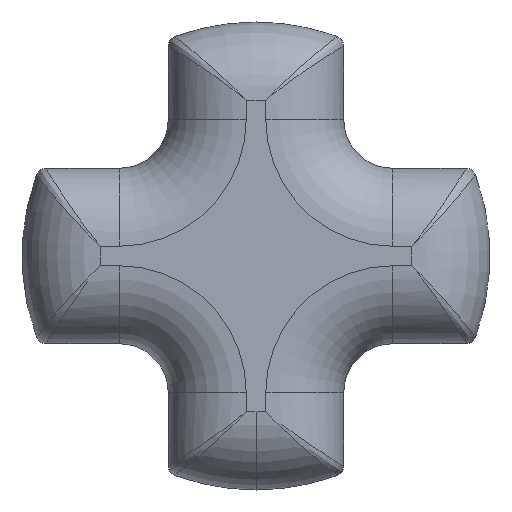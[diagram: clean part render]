
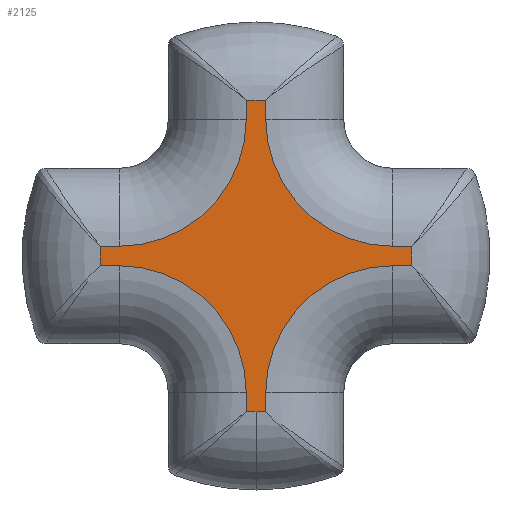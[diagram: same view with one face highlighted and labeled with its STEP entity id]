
A CAD part, left-side view. The second image highlights one B-rep face of the part: STEP entity #2125.
In plain terms, the highlighted planar face has unit normal (-1, 0, 0).
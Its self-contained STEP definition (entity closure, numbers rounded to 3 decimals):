
#5 = VERTEX_POINT ( 'NONE', #1579 ) ;
#9 = ORIENTED_EDGE ( 'NONE', *, *, #889, .T. ) ;
#18 = LINE ( 'NONE', #273, #484 ) ;
#24 = CARTESIAN_POINT ( 'NONE',  ( 0., 0.1, -1.4 ) ) ;
#54 = DIRECTION ( 'NONE',  ( -1., 0., 0. ) ) ;
#77 = DIRECTION ( 'NONE',  ( -1., 0., 0. ) ) ;
#81 = DIRECTION ( 'NONE',  ( 0., -1., 0. ) ) ;
#93 = ORIENTED_EDGE ( 'NONE', *, *, #1646, .T. ) ;
#95 = VERTEX_POINT ( 'NONE', #2396 ) ;
#104 = VERTEX_POINT ( 'NONE', #24 ) ;
#120 = VECTOR ( 'NONE', #1421, 1000. ) ;
#121 = CARTESIAN_POINT ( 'NONE',  ( 0., 0., 0. ) ) ;
#167 = ORIENTED_EDGE ( 'NONE', *, *, #1220, .T. ) ;
#251 = LINE ( 'NONE', #622, #1228 ) ;
#252 = CARTESIAN_POINT ( 'NONE',  ( 0., 0.1, 0. ) ) ;
#258 = ORIENTED_EDGE ( 'NONE', *, *, #1342, .T. ) ;
#273 = CARTESIAN_POINT ( 'NONE',  ( 0., 0., -0.1 ) ) ;
#297 = EDGE_CURVE ( 'NONE', #733, #1976, #1915, .T. ) ;
#308 = EDGE_CURVE ( 'NONE', #922, #5, #1390, .T. ) ;
#318 = ORIENTED_EDGE ( 'NONE', *, *, #2414, .T. ) ;
#327 = EDGE_LOOP ( 'NONE', ( #1292, #1935, #1052, #738, #856, #960, #167, #318, #1223, #1636, #788, #93, #1076, #258, #2340, #9, #1200 ) ) ;
#331 = DIRECTION ( 'NONE',  ( 0., 0., -1. ) ) ;
#351 = AXIS2_PLACEMENT_3D ( 'NONE', #1716, #2116, #934 ) ;
#356 = VERTEX_POINT ( 'NONE', #940 ) ;
#405 = DIRECTION ( 'NONE',  ( 0., 0., -1. ) ) ;
#416 = DIRECTION ( 'NONE',  ( -1., 0., 0. ) ) ;
#426 = VECTOR ( 'NONE', #1254, 1000. ) ;
#440 = CARTESIAN_POINT ( 'NONE',  ( 0., 1.4, -1.4 ) ) ;
#484 = VECTOR ( 'NONE', #81, 1000. ) ;
#539 = CARTESIAN_POINT ( 'NONE',  ( 0., -1.4, -1.4 ) ) ;
#546 = LINE ( 'NONE', #1157, #1006 ) ;
#586 = CARTESIAN_POINT ( 'NONE',  ( 0., 0., 0. ) ) ;
#593 = EDGE_CURVE ( 'NONE', #356, #1503, #1360, .T. ) ;
#598 = AXIS2_PLACEMENT_3D ( 'NONE', #1905, #716, #2106 ) ;
#622 = CARTESIAN_POINT ( 'NONE',  ( 0., 0.1, 0. ) ) ;
#627 = DIRECTION ( 'NONE',  ( 0., 0., -1. ) ) ;
#632 = CARTESIAN_POINT ( 'NONE',  ( 0., -0.1, -1.4 ) ) ;
#692 = CARTESIAN_POINT ( 'NONE',  ( 0., -1.597, 0.1 ) ) ;
#702 = DIRECTION ( 'NONE',  ( 1., 0., 0. ) ) ;
#716 = DIRECTION ( 'NONE',  ( 1., 0., 0. ) ) ;
#721 = VERTEX_POINT ( 'NONE', #1761 ) ;
#730 = DIRECTION ( 'NONE',  ( 0., 0., -1. ) ) ;
#733 = VERTEX_POINT ( 'NONE', #975 ) ;
#738 = ORIENTED_EDGE ( 'NONE', *, *, #1003, .T. ) ;
#775 = DIRECTION ( 'NONE',  ( 0., 0., -1. ) ) ;
#788 = ORIENTED_EDGE ( 'NONE', *, *, #593, .T. ) ;
#852 = CIRCLE ( 'NONE', #1807, 1.6 ) ;
#856 = ORIENTED_EDGE ( 'NONE', *, *, #1930, .T. ) ;
#864 = VECTOR ( 'NONE', #900, 1000. ) ;
#865 = CARTESIAN_POINT ( 'NONE',  ( 0., -1.4, -0.1 ) ) ;
#889 = EDGE_CURVE ( 'NONE', #2317, #2063, #1285, .T. ) ;
#900 = DIRECTION ( 'NONE',  ( 0., -1., 0. ) ) ;
#904 = EDGE_CURVE ( 'NONE', #2030, #95, #251, .T. ) ;
#922 = VERTEX_POINT ( 'NONE', #1610 ) ;
#928 = EDGE_CURVE ( 'NONE', #1851, #2412, #1750, .T. ) ;
#934 = DIRECTION ( 'NONE',  ( 0., 0., -1. ) ) ;
#940 = CARTESIAN_POINT ( 'NONE',  ( 0., 1.4, 0.1 ) ) ;
#960 = ORIENTED_EDGE ( 'NONE', *, *, #308, .T. ) ;
#975 = CARTESIAN_POINT ( 'NONE',  ( 0., 1.597, -0.1 ) ) ;
#998 = AXIS2_PLACEMENT_3D ( 'NONE', #586, #1964, #775 ) ;
#1003 = EDGE_CURVE ( 'NONE', #2504, #2089, #1499, .T. ) ;
#1006 = VECTOR ( 'NONE', #2352, 1000. ) ;
#1023 = DIRECTION ( 'NONE',  ( 0., 0., -1. ) ) ;
#1052 = ORIENTED_EDGE ( 'NONE', *, *, #2508, .T. ) ;
#1053 = CARTESIAN_POINT ( 'NONE',  ( 0., 1.597, 0.1 ) ) ;
#1076 = ORIENTED_EDGE ( 'NONE', *, *, #297, .T. ) ;
#1093 = CARTESIAN_POINT ( 'NONE',  ( 0., 0., -0.1 ) ) ;
#1157 = CARTESIAN_POINT ( 'NONE',  ( 0., -0.1, 0. ) ) ;
#1200 = ORIENTED_EDGE ( 'NONE', *, *, #2286, .T. ) ;
#1220 = EDGE_CURVE ( 'NONE', #5, #721, #546, .T. ) ;
#1222 = CIRCLE ( 'NONE', #2248, 1.3 ) ;
#1223 = ORIENTED_EDGE ( 'NONE', *, *, #904, .T. ) ;
#1228 = VECTOR ( 'NONE', #405, 1000. ) ;
#1235 = CARTESIAN_POINT ( 'NONE',  ( 0., 0., 0. ) ) ;
#1249 = AXIS2_PLACEMENT_3D ( 'NONE', #1252, #77, #1454 ) ;
#1252 = CARTESIAN_POINT ( 'NONE',  ( 0., 0., 0. ) ) ;
#1253 = LINE ( 'NONE', #252, #1711 ) ;
#1254 = DIRECTION ( 'NONE',  ( 0., 1., 0. ) ) ;
#1285 = CIRCLE ( 'NONE', #2228, 1.6 ) ;
#1292 = ORIENTED_EDGE ( 'NONE', *, *, #928, .T. ) ;
#1342 = EDGE_CURVE ( 'NONE', #1976, #104, #1810, .T. ) ;
#1360 = LINE ( 'NONE', #1703, #1822 ) ;
#1376 = CARTESIAN_POINT ( 'NONE',  ( 0., -0.1, -1.597 ) ) ;
#1390 = CIRCLE ( 'NONE', #598, 1.3 ) ;
#1421 = DIRECTION ( 'NONE',  ( 0., 0., 1. ) ) ;
#1433 = DIRECTION ( 'NONE',  ( 0., 0., -1. ) ) ;
#1454 = DIRECTION ( 'NONE',  ( 0., 0., -1. ) ) ;
#1493 = DIRECTION ( 'NONE',  ( -1., 0., 0. ) ) ;
#1499 = CIRCLE ( 'NONE', #1249, 1.6 ) ;
#1503 = VERTEX_POINT ( 'NONE', #1053 ) ;
#1507 = DIRECTION ( 'NONE',  ( 0., 1., 0. ) ) ;
#1579 = CARTESIAN_POINT ( 'NONE',  ( 0., -0.1, 1.4 ) ) ;
#1582 = CARTESIAN_POINT ( 'NONE',  ( 0., 0., 0. ) ) ;
#1610 = CARTESIAN_POINT ( 'NONE',  ( 0., -1.4, 0.1 ) ) ;
#1636 = ORIENTED_EDGE ( 'NONE', *, *, #2099, .T. ) ;
#1645 = CARTESIAN_POINT ( 'NONE',  ( 0., 1.4, -0.1 ) ) ;
#1646 = EDGE_CURVE ( 'NONE', #1503, #733, #852, .T. ) ;
#1677 = FACE_OUTER_BOUND ( 'NONE', #327, .T. ) ;
#1703 = CARTESIAN_POINT ( 'NONE',  ( 0., 0., 0.1 ) ) ;
#1707 = AXIS2_PLACEMENT_3D ( 'NONE', #1894, #702, #2087 ) ;
#1711 = VECTOR ( 'NONE', #1023, 1000. ) ;
#1716 = CARTESIAN_POINT ( 'NONE',  ( 0., 0., 0. ) ) ;
#1742 = CIRCLE ( 'NONE', #1707, 1.3 ) ;
#1750 = LINE ( 'NONE', #2211, #120 ) ;
#1761 = CARTESIAN_POINT ( 'NONE',  ( 0., -0.1, 1.597 ) ) ;
#1783 = DIRECTION ( 'NONE',  ( 0., 0., -1. ) ) ;
#1807 = AXIS2_PLACEMENT_3D ( 'NONE', #121, #1493, #331 ) ;
#1809 = DIRECTION ( 'NONE',  ( 1., 0., 0. ) ) ;
#1810 = CIRCLE ( 'NONE', #1984, 1.3 ) ;
#1822 = VECTOR ( 'NONE', #1507, 1000. ) ;
#1851 = VERTEX_POINT ( 'NONE', #1376 ) ;
#1894 = CARTESIAN_POINT ( 'NONE',  ( 0., 1.4, 1.4 ) ) ;
#1905 = CARTESIAN_POINT ( 'NONE',  ( 0., -1.4, 1.4 ) ) ;
#1915 = LINE ( 'NONE', #1093, #864 ) ;
#1918 = DIRECTION ( 'NONE',  ( 1., 0., 0. ) ) ;
#1930 = EDGE_CURVE ( 'NONE', #2089, #922, #1932, .T. ) ;
#1932 = LINE ( 'NONE', #2434, #426 ) ;
#1935 = ORIENTED_EDGE ( 'NONE', *, *, #2117, .T. ) ;
#1964 = DIRECTION ( 'NONE',  ( -1., 0., 0. ) ) ;
#1967 = VERTEX_POINT ( 'NONE', #865 ) ;
#1976 = VERTEX_POINT ( 'NONE', #1645 ) ;
#1984 = AXIS2_PLACEMENT_3D ( 'NONE', #440, #1809, #627 ) ;
#2030 = VERTEX_POINT ( 'NONE', #2044 ) ;
#2044 = CARTESIAN_POINT ( 'NONE',  ( 0., 0.1, 1.597 ) ) ;
#2063 = VERTEX_POINT ( 'NONE', #2446 ) ;
#2087 = DIRECTION ( 'NONE',  ( 0., 0., -1. ) ) ;
#2089 = VERTEX_POINT ( 'NONE', #692 ) ;
#2099 = EDGE_CURVE ( 'NONE', #95, #356, #1742, .T. ) ;
#2106 = DIRECTION ( 'NONE',  ( 0., 0., -1. ) ) ;
#2116 = DIRECTION ( 'NONE',  ( 1., 0., 0. ) ) ;
#2117 = EDGE_CURVE ( 'NONE', #2412, #1967, #1222, .T. ) ;
#2125 = ADVANCED_FACE ( 'NONE', ( #1677 ), #2503, .F. ) ;
#2174 = CARTESIAN_POINT ( 'NONE',  ( 0., 0.1, -1.597 ) ) ;
#2211 = CARTESIAN_POINT ( 'NONE',  ( 0., -0.1, 0. ) ) ;
#2228 = AXIS2_PLACEMENT_3D ( 'NONE', #1582, #416, #1783 ) ;
#2246 = CIRCLE ( 'NONE', #2450, 1.6 ) ;
#2248 = AXIS2_PLACEMENT_3D ( 'NONE', #539, #1918, #730 ) ;
#2249 = CARTESIAN_POINT ( 'NONE',  ( 0., -1.597, -0.1 ) ) ;
#2286 = EDGE_CURVE ( 'NONE', #2063, #1851, #2541, .T. ) ;
#2317 = VERTEX_POINT ( 'NONE', #2174 ) ;
#2340 = ORIENTED_EDGE ( 'NONE', *, *, #2398, .T. ) ;
#2352 = DIRECTION ( 'NONE',  ( 0., 0., 1. ) ) ;
#2396 = CARTESIAN_POINT ( 'NONE',  ( 0., 0.1, 1.4 ) ) ;
#2398 = EDGE_CURVE ( 'NONE', #104, #2317, #1253, .T. ) ;
#2412 = VERTEX_POINT ( 'NONE', #632 ) ;
#2414 = EDGE_CURVE ( 'NONE', #721, #2030, #2246, .T. ) ;
#2434 = CARTESIAN_POINT ( 'NONE',  ( 0., 0., 0.1 ) ) ;
#2446 = CARTESIAN_POINT ( 'NONE',  ( 0., 0., -1.6 ) ) ;
#2450 = AXIS2_PLACEMENT_3D ( 'NONE', #1235, #54, #1433 ) ;
#2503 = PLANE ( 'NONE',  #351 ) ;
#2504 = VERTEX_POINT ( 'NONE', #2249 ) ;
#2508 = EDGE_CURVE ( 'NONE', #1967, #2504, #18, .T. ) ;
#2541 = CIRCLE ( 'NONE', #998, 1.6 ) ;
